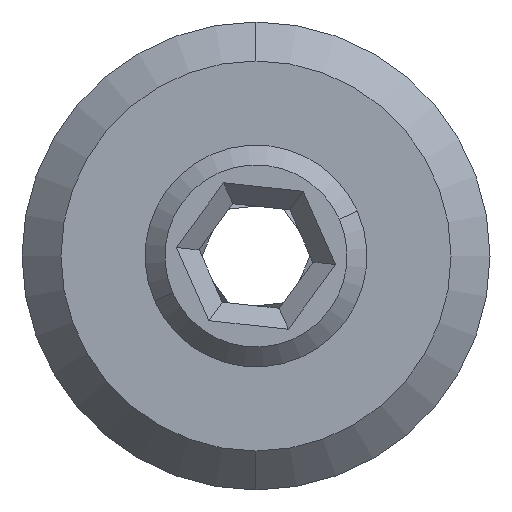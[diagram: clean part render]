
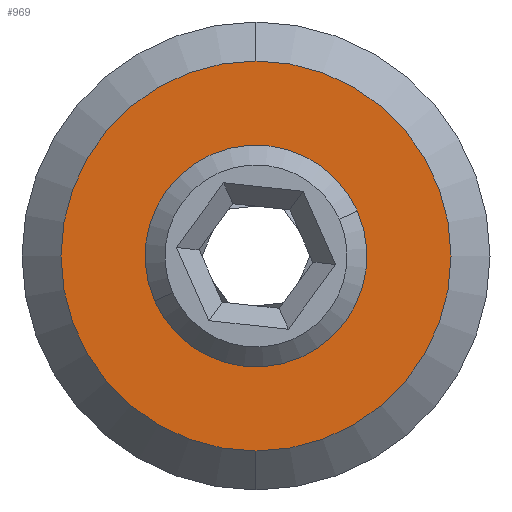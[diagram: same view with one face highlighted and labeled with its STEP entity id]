
A CAD part, left-side view. The second image highlights one B-rep face of the part: STEP entity #969.
In plain terms, the highlighted planar face has unit normal (-1, 0, 0).
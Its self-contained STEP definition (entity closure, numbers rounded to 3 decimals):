
#33 = CARTESIAN_POINT ( 'NONE',  ( -50.33, 1.665, 12.7 ) ) ;
#69 = VERTEX_POINT ( 'NONE', #173 ) ;
#97 = VERTEX_POINT ( 'NONE', #737 ) ;
#100 = ORIENTED_EDGE ( 'NONE', *, *, #961, .T. ) ;
#122 = VERTEX_POINT ( 'NONE', #609 ) ;
#163 = AXIS2_PLACEMENT_3D ( 'NONE', #1474, #635, #1622 ) ;
#167 = DIRECTION ( 'NONE',  ( 0., 0., -1. ) ) ;
#173 = CARTESIAN_POINT ( 'NONE',  ( -50.33, 1.665, 10.2 ) ) ;
#174 = CARTESIAN_POINT ( 'NONE',  ( -50.33, 1.665, 12.7 ) ) ;
#233 = EDGE_CURVE ( 'NONE', #122, #481, #1787, .T. ) ;
#236 = FACE_BOUND ( 'NONE', #812, .T. ) ;
#322 = DIRECTION ( 'NONE',  ( 0., 0., -1. ) ) ;
#339 = EDGE_LOOP ( 'NONE', ( #1453, #100 ) ) ;
#372 = AXIS2_PLACEMENT_3D ( 'NONE', #1671, #1782, #809 ) ;
#452 = AXIS2_PLACEMENT_3D ( 'NONE', #1311, #470, #1455 ) ;
#470 = DIRECTION ( 'NONE',  ( -1., 0., 0. ) ) ;
#481 = VERTEX_POINT ( 'NONE', #994 ) ;
#609 = CARTESIAN_POINT ( 'NONE',  ( -50.33, 1.665, 11.32 ) ) ;
#635 = DIRECTION ( 'NONE',  ( 1., 0., 0. ) ) ;
#737 = CARTESIAN_POINT ( 'NONE',  ( -50.33, 1.665, 15.2 ) ) ;
#809 = DIRECTION ( 'NONE',  ( 0., 0., -1. ) ) ;
#812 = EDGE_LOOP ( 'NONE', ( #1413, #1725 ) ) ;
#953 = CIRCLE ( 'NONE', #163, 1.38 ) ;
#961 = EDGE_CURVE ( 'NONE', #97, #69, #1006, .T. ) ;
#969 = ADVANCED_FACE ( 'NONE', ( #236, #1408 ), #1589, .F. ) ;
#994 = CARTESIAN_POINT ( 'NONE',  ( -50.33, 1.665, 14.08 ) ) ;
#1006 = CIRCLE ( 'NONE', #1079, 2.5 ) ;
#1032 = DIRECTION ( 'NONE',  ( -1., 0., 0. ) ) ;
#1079 = AXIS2_PLACEMENT_3D ( 'NONE', #33, #1032, #167 ) ;
#1180 = EDGE_CURVE ( 'NONE', #69, #97, #1262, .T. ) ;
#1182 = DIRECTION ( 'NONE',  ( 1., 0., 0. ) ) ;
#1262 = CIRCLE ( 'NONE', #452, 2.5 ) ;
#1311 = CARTESIAN_POINT ( 'NONE',  ( -50.33, 1.665, 12.7 ) ) ;
#1408 = FACE_OUTER_BOUND ( 'NONE', #339, .T. ) ;
#1413 = ORIENTED_EDGE ( 'NONE', *, *, #233, .T. ) ;
#1453 = ORIENTED_EDGE ( 'NONE', *, *, #1180, .T. ) ;
#1455 = DIRECTION ( 'NONE',  ( 0., 0., -1. ) ) ;
#1474 = CARTESIAN_POINT ( 'NONE',  ( -50.33, 1.665, 12.7 ) ) ;
#1589 = PLANE ( 'NONE',  #1816 ) ;
#1622 = DIRECTION ( 'NONE',  ( 0., 0., -1. ) ) ;
#1647 = EDGE_CURVE ( 'NONE', #481, #122, #953, .T. ) ;
#1671 = CARTESIAN_POINT ( 'NONE',  ( -50.33, 1.665, 12.7 ) ) ;
#1725 = ORIENTED_EDGE ( 'NONE', *, *, #1647, .T. ) ;
#1782 = DIRECTION ( 'NONE',  ( 1., 0., 0. ) ) ;
#1787 = CIRCLE ( 'NONE', #372, 1.38 ) ;
#1816 = AXIS2_PLACEMENT_3D ( 'NONE', #174, #1182, #322 ) ;
